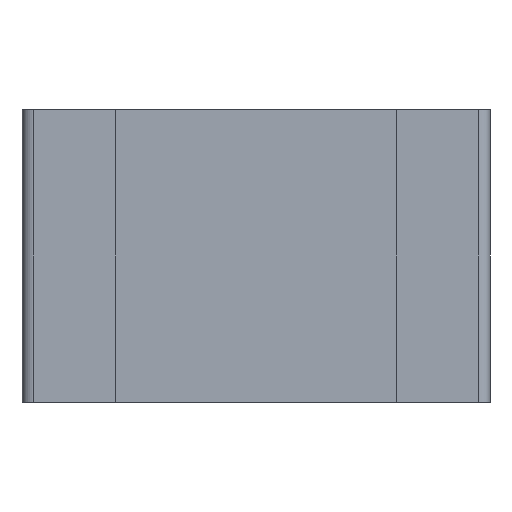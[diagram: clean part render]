
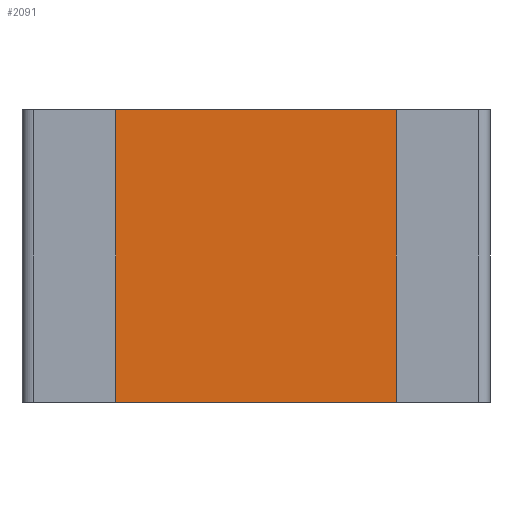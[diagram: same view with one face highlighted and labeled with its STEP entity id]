
A CAD part, front view. The second image highlights one B-rep face of the part: STEP entity #2091.
In plain terms, the highlighted planar face has unit normal (0, -1, 0).
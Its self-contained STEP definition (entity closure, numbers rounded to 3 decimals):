
#136 = CARTESIAN_POINT ( 'NONE',  ( -0.95, 0.05, -0.625 ) ) ;
#245 = DIRECTION ( 'NONE',  ( -1., 0., 0. ) ) ;
#295 = ORIENTED_EDGE ( 'NONE', *, *, #2045, .F. ) ;
#370 = LINE ( 'NONE', #1220, #4215 ) ;
#383 = ORIENTED_EDGE ( 'NONE', *, *, #686, .F. ) ;
#457 = DIRECTION ( 'NONE',  ( 1., 0., 0. ) ) ;
#550 = VERTEX_POINT ( 'NONE', #4659 ) ;
#686 = EDGE_CURVE ( 'NONE', #1711, #5504, #825, .T. ) ;
#825 = LINE ( 'NONE', #5317, #1269 ) ;
#882 = CARTESIAN_POINT ( 'NONE',  ( -0.95, 0.05, 0.625 ) ) ;
#990 = PLANE ( 'NONE',  #3903 ) ;
#1043 = EDGE_LOOP ( 'NONE', ( #1232, #3740, #383, #295 ) ) ;
#1220 = CARTESIAN_POINT ( 'NONE',  ( -0.95, 0.05, -0.625 ) ) ;
#1232 = ORIENTED_EDGE ( 'NONE', *, *, #3366, .F. ) ;
#1269 = VECTOR ( 'NONE', #3983, 1000. ) ;
#1282 = CARTESIAN_POINT ( 'NONE',  ( -0.95, 0.05, 0.625 ) ) ;
#1659 = CARTESIAN_POINT ( 'NONE',  ( 0.95, 0.05, 0.625 ) ) ;
#1711 = VERTEX_POINT ( 'NONE', #1659 ) ;
#1982 = LINE ( 'NONE', #136, #5552 ) ;
#2035 = CARTESIAN_POINT ( 'NONE',  ( 0.95, 0.05, -0.625 ) ) ;
#2045 = EDGE_CURVE ( 'NONE', #5745, #1711, #2715, .T. ) ;
#2091 = ADVANCED_FACE ( 'NONE', ( #2297 ), #990, .F. ) ;
#2297 = FACE_OUTER_BOUND ( 'NONE', #1043, .T. ) ;
#2715 = LINE ( 'NONE', #1282, #5081 ) ;
#2773 = EDGE_CURVE ( 'NONE', #5504, #550, #370, .T. ) ;
#2936 = CARTESIAN_POINT ( 'NONE',  ( 0., 0.05, 0. ) ) ;
#3366 = EDGE_CURVE ( 'NONE', #550, #5745, #1982, .T. ) ;
#3650 = DIRECTION ( 'NONE',  ( 0., 0., 1. ) ) ;
#3740 = ORIENTED_EDGE ( 'NONE', *, *, #2773, .F. ) ;
#3903 = AXIS2_PLACEMENT_3D ( 'NONE', #2936, #5503, #3650 ) ;
#3983 = DIRECTION ( 'NONE',  ( 0., 0., -1. ) ) ;
#4215 = VECTOR ( 'NONE', #245, 1000. ) ;
#4269 = DIRECTION ( 'NONE',  ( 0., 0., 1. ) ) ;
#4659 = CARTESIAN_POINT ( 'NONE',  ( -0.95, 0.05, -0.625 ) ) ;
#5081 = VECTOR ( 'NONE', #457, 1000. ) ;
#5317 = CARTESIAN_POINT ( 'NONE',  ( 0.95, 0.05, -0.625 ) ) ;
#5503 = DIRECTION ( 'NONE',  ( 0., 1., 0. ) ) ;
#5504 = VERTEX_POINT ( 'NONE', #2035 ) ;
#5552 = VECTOR ( 'NONE', #4269, 1000. ) ;
#5745 = VERTEX_POINT ( 'NONE', #882 ) ;
